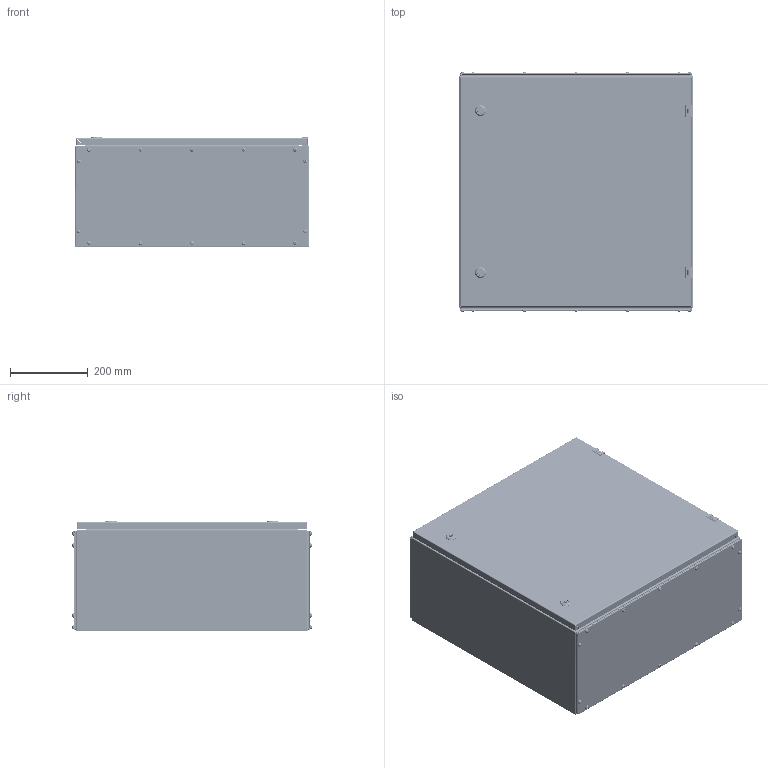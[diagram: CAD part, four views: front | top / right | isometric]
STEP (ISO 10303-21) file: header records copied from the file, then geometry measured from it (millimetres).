
FILE_DESCRIPTION (( 'STEP AP214' ), '1' );
FILE_NAME ('11.060.060.28.STEP', '2024-06-05T06:43:14', ( '' ), ( '' ), 'SwSTEP 2.0', 'SolidWorks 2021', '' );
FILE_SCHEMA (( 'AUTOMOTIVE_DESIGN' ));
Length unit declared in the file: millimetre
Products named in the file (26): 嵑謺麃 檐; 署赅 W600D280; Ãàñêåòèíã äâåðè W600H600; 11.060.060.28; 417.660; Øïèëüêà ïðèâàðíàÿ Ì6õ10; 8SJ_MS705_0510.stp; Áîëò Ì6õ10 ñ øåñòèãðàííîé ãîëîâêîé ñ ïðåññøàéáîé; Øïèëüêà ïðèâàðíàÿ Ì6õ20; Ðåéêà H600; SW6X8.stp; Âèíò DIN 967 Ì5õ16 ñ ïîëóêðóãëîé ãîëîâêîé ñ êðåñòîîáðàçíûì øëèöåì; Çàêëåïêà ðåçüáîâàÿ Ì8 øåñòèãðàííàÿ ñ óìåíüøåííûì áîðòîì; Øïèëüêà ïðèâàðíàÿ Ì6õ15; ﾄ粢 ﾑﾁ W600H600; Äâåðíîå ïîëîòíî W600H600; 8SJ_MS705_0760.stp; ﾇ瑟鶴 ﾀﾑ ms1000-3M.stp; Êàðêàñ øêàôà W600H600D280; 8SJ_MS705-1_0040.stp; 8SJ_MS705_0010.stp; Çàêëåïêà ðåçüáîâàÿ Ì5 øåñòèãðàííàÿ ñ óìåíüøåííûì áîðòîì; Ïåðåìû÷êà êàðêàñà W600; 8SJ_S1B_0001.stp; Ïðîêëàäêà êðûøêè W600D280; Êîðïóñ øêàôà W600H600D280
Assembly tree (100 placements, depth 4):
  11.060.060.28
    Êàðêàñ øêàôà W600H600D280
      Êîðïóñ øêàôà W600H600D280
      Ïåðåìû÷êà êàðêàñà W600  x2
      Øïèëüêà ïðèâàðíàÿ Ì6õ15  x8
      Øïèëüêà ïðèâàðíàÿ Ì6õ20  x4
    署赅 W600D280  x2
    Ïðîêëàäêà êðûøêè W600D280  x2
    ﾄ粢 ﾑﾁ W600H600
      Äâåðíîå ïîëîòíî W600H600
      Ðåéêà H600  x2
      Ãàñêåòèíã äâåðè W600H600
      Øïèëüêà ïðèâàðíàÿ Ì6õ10  x2
      ﾇ瑟鶴 ﾀﾑ ms1000-3M.stp  x2
        8SJ_MS705_0010.stp
        8SJ_MS705_0510.stp
        8SJ_MS705_0760.stp
        8SJ_S1B_0001.stp
        8SJ_MS705-1_0040.stp
        SW6X8.stp
    嵑謺麃 檐  x2
    Áîëò Ì6õ10 ñ øåñòèãðàííîé ãîëîâêîé ñ ïðåññøàéáîé  x2
    Çàêëåïêà ðåçüáîâàÿ Ì5 øåñòèãðàííàÿ ñ óìåíüøåííûì áîðòîì  x28
    Âèíò DIN 967 Ì5õ16 ñ ïîëóêðóãëîé ãîëîâêîé ñ êðåñòîîáðàçíûì øëèöåì  x28
    Çàêëåïêà ðåçüáîâàÿ Ì8 øåñòèãðàííàÿ ñ óìåíüøåííûì áîðòîì  x4
    417.660
Bounding box: 600 x 615.17 x 284.65 mm (x, y, z)
Volume: 2447755.7 mm3; surface area: 4107964.3 mm2
Topology: 100 solids, 112 shells, 6259 faces, 15809 edges, 9820 vertices
Faces by surface type: plane 2625, cylinder 2229, bspline 695, cone 300, torus 242, sphere 168
Entity records: 87030 total; most frequent: CARTESIAN_POINT 42619, ORIENTED_EDGE 9492, DIRECTION 8001, EDGE_CURVE 4752, VERTEX_POINT 2931, AXIS2_PLACEMENT_3D 2685, LINE 2631, VECTOR 2631
